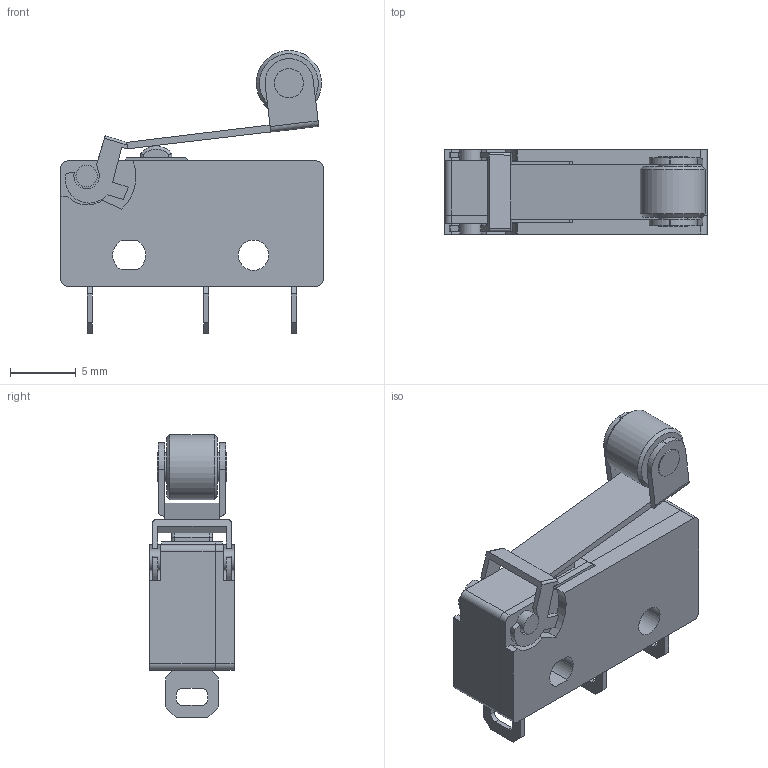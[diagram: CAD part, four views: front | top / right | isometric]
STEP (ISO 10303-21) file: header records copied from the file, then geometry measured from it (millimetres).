
FILE_DESCRIPTION(/* description */ ('Unknown','CAx-IF Rec.Pracs.---Representation and Presentation of Product Manufacturing Information (PMI)---4.0---2014-10-13','CAx-IF Rec.Pracs.---3D Tessellated Geometry---0.4---2014-09-14','2;1'),/* implementation_level */ '2;1');
FILE_NAME(/* name */ 'XCG3-S1Z1',/* time_stamp */ '2023-03-28T10:19:56+02:00',/* author */ ('Unknown'),/* organization */ ('Unknown'),/* preprocessor_version */ 'ST-DEVELOPER v18.1',/* originating_system */ 'Solid Edge',/* authorisation */ 'Unknown');
FILE_SCHEMA (('AP242_MANAGED_MODEL_BASED_3D_ENGINEERING_MIM_LF { 1 0 10303 442 1 1 4 }'));
Length unit declared in the file: millimetre
Products named in the file (1): XCG3-S1Z1
Bounding box: 19.9 x 6.4 x 21.46 mm (x, y, z)
Volume: 1286.4 mm3; surface area: 1303.7 mm2
Topology: 2 solids, 2 shells, 168 faces, 441 edges, 287 vertices
Faces by surface type: plane 113, cylinder 51, cone 2, torus 2
Full cylindrical faces by diameter (mm): 1.625 x2, 2.208 x4, 2.3 x1, 4.944 x1
Entity records: 6257 total; most frequent: CARTESIAN_POINT 888, DIRECTION 859, ORIENTED_EDGE 850, EDGE_CURVE 425, LINE 323, VECTOR 323, VERTEX_POINT 281, AXIS2_PLACEMENT_3D 268
